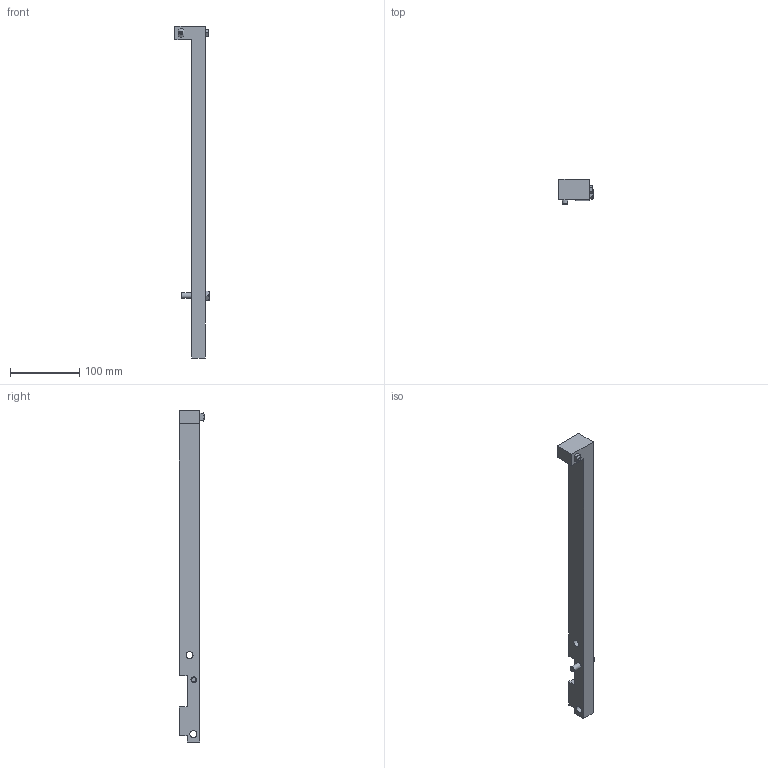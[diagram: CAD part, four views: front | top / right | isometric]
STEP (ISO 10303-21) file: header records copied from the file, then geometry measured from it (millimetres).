
FILE_DESCRIPTION(/* description */ (''),/* implementation_level */ '2;1');
FILE_NAME(/* name */ 'MT_BGR00100915_Calibration_device.stp',/* time_stamp */ '2026-03-20T13:33:39+01:00',/* author */ ('michael.schutter'),/* organization */ (''),/* preprocessor_version */ 'ST-DEVELOPER v19.2',/* originating_system */ 'Autodesk Inventor 2023',/* authorisation */ '');
FILE_SCHEMA (('AUTOMOTIVE_DESIGN { 1 0 10303 214 3 1 1 }'));
Length unit declared in the file: millimetre
Products named in the file (1): MT_WST00122004
Bounding box: 49.3 x 37 x 479 mm (x, y, z)
Volume: 288595.4 mm3; surface area: 52708.4 mm2
Topology: 1 solids, 1 shells, 56 faces, 132 edges, 84 vertices
Faces by surface type: plane 34, cone 14, cylinder 7, torus 1
Full cylindrical faces by diameter (mm): 8 x1, 8.7 x1, 10 x2, 11.63 x1
Entity records: 1708 total; most frequent: CARTESIAN_POINT 327, ORIENTED_EDGE 264, DIRECTION 251, EDGE_CURVE 132, AXIS2_PLACEMENT_3D 89, VERTEX_POINT 84, LINE 73, VECTOR 73
